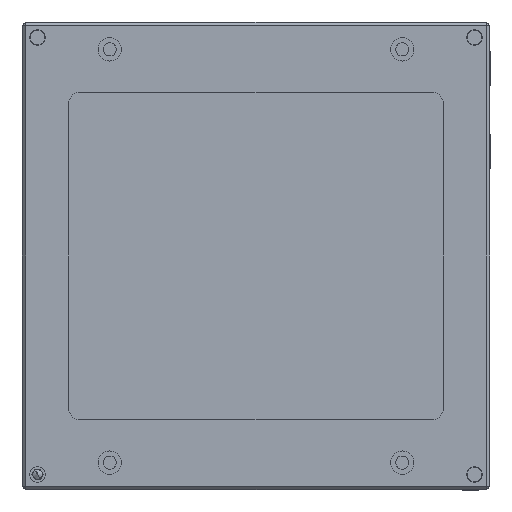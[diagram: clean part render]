
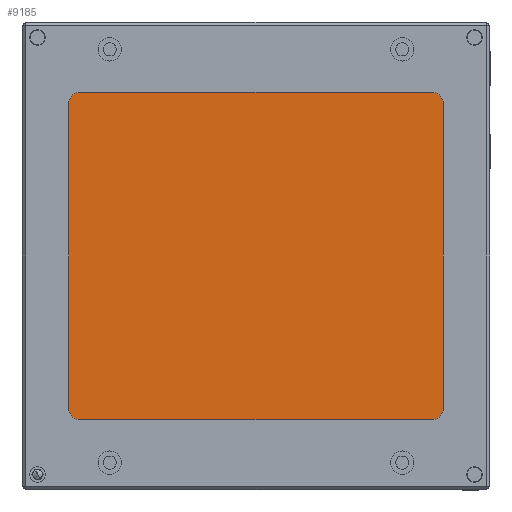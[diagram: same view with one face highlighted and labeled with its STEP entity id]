
A CAD part, front view. The second image highlights one B-rep face of the part: STEP entity #9185.
In plain terms, the highlighted planar face has unit normal (0, -1, 0).
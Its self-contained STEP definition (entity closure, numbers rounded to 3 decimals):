
#532 = VERTEX_POINT ( 'NONE', #20423 ) ;
#627 = VERTEX_POINT ( 'NONE', #20490 ) ;
#728 = EDGE_CURVE ( 'NONE', #5826, #9970, #10380, .T. ) ;
#1564 = LINE ( 'NONE', #11849, #5982 ) ;
#1617 = AXIS2_PLACEMENT_3D ( 'NONE', #11225, #9339, #16064 ) ;
#1929 = CARTESIAN_POINT ( 'NONE',  ( 48., -54.5, 39. ) ) ;
#2195 = AXIS2_PLACEMENT_3D ( 'NONE', #13224, #18150, #6509 ) ;
#2269 = ORIENTED_EDGE ( 'NONE', *, *, #7104, .T. ) ;
#2500 = CARTESIAN_POINT ( 'NONE',  ( -48., -54.5, -39. ) ) ;
#2920 = PLANE ( 'NONE',  #1617 ) ;
#3675 = CARTESIAN_POINT ( 'NONE',  ( -48., -54.5, 39. ) ) ;
#3865 = AXIS2_PLACEMENT_3D ( 'NONE', #7846, #14496, #6349 ) ;
#3907 = ORIENTED_EDGE ( 'NONE', *, *, #4132, .T. ) ;
#4132 = EDGE_CURVE ( 'NONE', #9736, #9389, #7908, .T. ) ;
#4446 = VECTOR ( 'NONE', #9601, 1000. ) ;
#4879 = CARTESIAN_POINT ( 'NONE',  ( 45., -54.5, 42. ) ) ;
#5390 = CIRCLE ( 'NONE', #2195, 3. ) ;
#5596 = EDGE_CURVE ( 'NONE', #8008, #9736, #15019, .T. ) ;
#5707 = DIRECTION ( 'NONE',  ( 0., 0., 1. ) ) ;
#5826 = VERTEX_POINT ( 'NONE', #1929 ) ;
#5982 = VECTOR ( 'NONE', #15041, 1000. ) ;
#6101 = VERTEX_POINT ( 'NONE', #17902 ) ;
#6222 = CARTESIAN_POINT ( 'NONE',  ( -48., -54.5, -42. ) ) ;
#6348 = ORIENTED_EDGE ( 'NONE', *, *, #13626, .T. ) ;
#6349 = DIRECTION ( 'NONE',  ( 0., 0., 1. ) ) ;
#6509 = DIRECTION ( 'NONE',  ( 0., 0., 1. ) ) ;
#6653 = ORIENTED_EDGE ( 'NONE', *, *, #10873, .T. ) ;
#7104 = EDGE_CURVE ( 'NONE', #9970, #6101, #1564, .T. ) ;
#7186 = CIRCLE ( 'NONE', #3865, 3. ) ;
#7663 = AXIS2_PLACEMENT_3D ( 'NONE', #8251, #9923, #14619 ) ;
#7745 = ORIENTED_EDGE ( 'NONE', *, *, #11001, .T. ) ;
#7846 = CARTESIAN_POINT ( 'NONE',  ( 45., -54.5, -39. ) ) ;
#7908 = CIRCLE ( 'NONE', #7663, 3. ) ;
#8008 = VERTEX_POINT ( 'NONE', #3675 ) ;
#8101 = AXIS2_PLACEMENT_3D ( 'NONE', #15602, #17565, #5707 ) ;
#8251 = CARTESIAN_POINT ( 'NONE',  ( -45., -54.5, -39. ) ) ;
#9185 = ADVANCED_FACE ( 'NONE', ( #20483 ), #2920, .F. ) ;
#9339 = DIRECTION ( 'NONE',  ( 0., 1., 0. ) ) ;
#9389 = VERTEX_POINT ( 'NONE', #17519 ) ;
#9601 = DIRECTION ( 'NONE',  ( 0., 0., -1. ) ) ;
#9736 = VERTEX_POINT ( 'NONE', #2500 ) ;
#9923 = DIRECTION ( 'NONE',  ( 0., -1., 0. ) ) ;
#9970 = VERTEX_POINT ( 'NONE', #4879 ) ;
#10019 = DIRECTION ( 'NONE',  ( 1., 0., 0. ) ) ;
#10380 = CIRCLE ( 'NONE', #8101, 3. ) ;
#10873 = EDGE_CURVE ( 'NONE', #532, #627, #7186, .T. ) ;
#11001 = EDGE_CURVE ( 'NONE', #9389, #532, #21094, .T. ) ;
#11225 = CARTESIAN_POINT ( 'NONE',  ( 0., -54.5, 0. ) ) ;
#11383 = ORIENTED_EDGE ( 'NONE', *, *, #728, .T. ) ;
#11849 = CARTESIAN_POINT ( 'NONE',  ( -48., -54.5, 42. ) ) ;
#12598 = VECTOR ( 'NONE', #14519, 1000. ) ;
#13078 = CARTESIAN_POINT ( 'NONE',  ( 48., -54.5, -42. ) ) ;
#13224 = CARTESIAN_POINT ( 'NONE',  ( -45., -54.5, 39. ) ) ;
#13626 = EDGE_CURVE ( 'NONE', #627, #5826, #13649, .T. ) ;
#13649 = LINE ( 'NONE', #13078, #12598 ) ;
#14465 = ORIENTED_EDGE ( 'NONE', *, *, #20558, .T. ) ;
#14496 = DIRECTION ( 'NONE',  ( 0., -1., 0. ) ) ;
#14519 = DIRECTION ( 'NONE',  ( 0., 0., 1. ) ) ;
#14619 = DIRECTION ( 'NONE',  ( 0., 0., 1. ) ) ;
#15019 = LINE ( 'NONE', #6222, #4446 ) ;
#15041 = DIRECTION ( 'NONE',  ( -1., 0., 0. ) ) ;
#15602 = CARTESIAN_POINT ( 'NONE',  ( 45., -54.5, 39. ) ) ;
#16064 = DIRECTION ( 'NONE',  ( 0., 0., 1. ) ) ;
#16712 = VECTOR ( 'NONE', #10019, 1000. ) ;
#17519 = CARTESIAN_POINT ( 'NONE',  ( -45., -54.5, -42. ) ) ;
#17565 = DIRECTION ( 'NONE',  ( 0., -1., 0. ) ) ;
#17902 = CARTESIAN_POINT ( 'NONE',  ( -45., -54.5, 42. ) ) ;
#18150 = DIRECTION ( 'NONE',  ( 0., -1., 0. ) ) ;
#18263 = ORIENTED_EDGE ( 'NONE', *, *, #5596, .T. ) ;
#19914 = CARTESIAN_POINT ( 'NONE',  ( -48., -54.5, -42. ) ) ;
#20420 = EDGE_LOOP ( 'NONE', ( #7745, #6653, #6348, #11383, #2269, #14465, #18263, #3907 ) ) ;
#20423 = CARTESIAN_POINT ( 'NONE',  ( 45., -54.5, -42. ) ) ;
#20483 = FACE_OUTER_BOUND ( 'NONE', #20420, .T. ) ;
#20490 = CARTESIAN_POINT ( 'NONE',  ( 48., -54.5, -39. ) ) ;
#20558 = EDGE_CURVE ( 'NONE', #6101, #8008, #5390, .T. ) ;
#21094 = LINE ( 'NONE', #19914, #16712 ) ;
